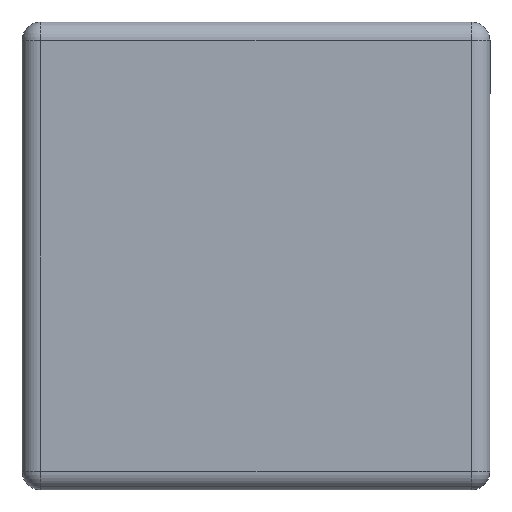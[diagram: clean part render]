
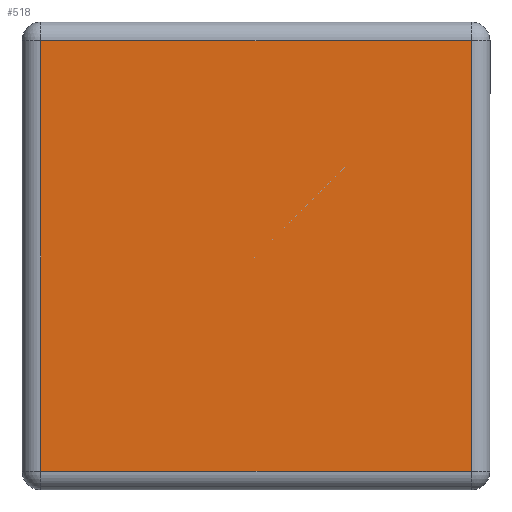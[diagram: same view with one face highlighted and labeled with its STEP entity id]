
A CAD part, left-side view. The second image highlights one B-rep face of the part: STEP entity #518.
In plain terms, the highlighted planar face has unit normal (-1, 0, 0).
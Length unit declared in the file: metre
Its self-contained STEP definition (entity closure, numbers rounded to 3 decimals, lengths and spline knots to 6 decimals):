
#60=ORIENTED_EDGE('',*,*,#156,.T.);
#61=ORIENTED_EDGE('',*,*,#157,.T.);
#62=ORIENTED_EDGE('',*,*,#158,.T.);
#63=ORIENTED_EDGE('',*,*,#159,.T.);
#156=EDGE_CURVE('',#204,#205,#228,.T.);
#157=EDGE_CURVE('',#205,#206,#229,.T.);
#158=EDGE_CURVE('',#206,#207,#230,.T.);
#159=EDGE_CURVE('',#207,#204,#231,.T.);
#204=VERTEX_POINT('',#733);
#205=VERTEX_POINT('',#734);
#206=VERTEX_POINT('',#736);
#207=VERTEX_POINT('',#738);
#228=LINE('',#732,#252);
#229=LINE('',#735,#253);
#230=LINE('',#737,#254);
#231=LINE('',#739,#255);
#252=VECTOR('',#606,1.);
#253=VECTOR('',#607,1.);
#254=VECTOR('',#608,1.);
#255=VECTOR('',#609,1.);
#276=EDGE_LOOP('',(#60,#61,#62,#63));
#302=FACE_BOUND('',#276,.T.);
#328=PLANE('',#551);
#518=ADVANCED_FACE('',(#302),#328,.T.);
#551=AXIS2_PLACEMENT_3D('',#731,#604,#605);
#604=DIRECTION('',(-1.,0.,0.));
#605=DIRECTION('',(0.,-1.,0.));
#606=DIRECTION('',(0.,-1.,0.));
#607=DIRECTION('',(0.,0.,1.));
#608=DIRECTION('',(0.,1.,0.));
#609=DIRECTION('',(0.,0.,-1.));
#731=CARTESIAN_POINT('',(-0.001,0.000625,0.));
#732=CARTESIAN_POINT('',(-0.001,0.000625,0.00005));
#733=CARTESIAN_POINT('',(-0.001,0.000575,0.00005));
#734=CARTESIAN_POINT('',(-0.001,-0.000575,0.00005));
#735=CARTESIAN_POINT('',(-0.001,-0.000575,0.));
#736=CARTESIAN_POINT('',(-0.001,-0.000575,0.0012));
#737=CARTESIAN_POINT('',(-0.001,0.000625,0.0012));
#738=CARTESIAN_POINT('',(-0.001,0.000575,0.0012));
#739=CARTESIAN_POINT('',(-0.001,0.000575,0.));
